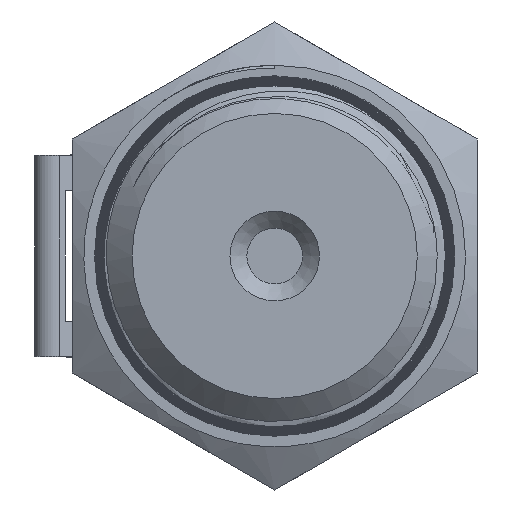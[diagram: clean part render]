
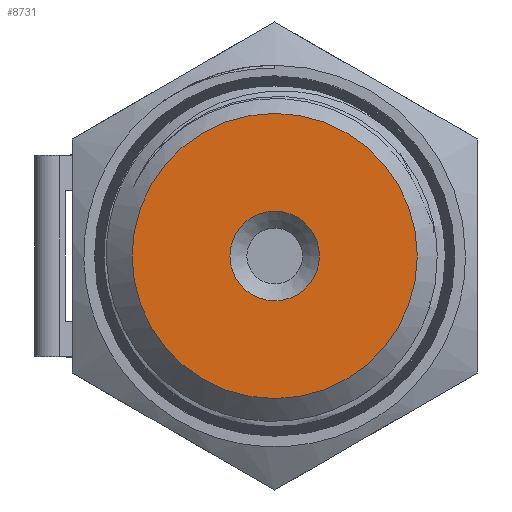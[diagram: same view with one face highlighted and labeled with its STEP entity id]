
A CAD part, left-side view. The second image highlights one B-rep face of the part: STEP entity #8731.
In plain terms, the highlighted planar face has unit normal (-1, 0, 0).
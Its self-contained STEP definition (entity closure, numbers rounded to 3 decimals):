
#155=FACE_BOUND('',#1483,.T.);
#231=PLANE('',#9174);
#957=FACE_OUTER_BOUND('',#1482,.T.);
#1482=EDGE_LOOP('',(#7527));
#1483=EDGE_LOOP('',(#7528));
#1794=CIRCLE('',#9168,8.445);
#1796=CIRCLE('',#9173,2.65);
#4176=VERTEX_POINT('',#31069);
#4178=VERTEX_POINT('',#31078);
#5336=EDGE_CURVE('',#4176,#4176,#1794,.T.);
#5340=EDGE_CURVE('',#4178,#4178,#1796,.T.);
#7527=ORIENTED_EDGE('',*,*,#5336,.F.);
#7528=ORIENTED_EDGE('',*,*,#5340,.T.);
#8731=ADVANCED_FACE('',(#957,#155),#231,.T.);
#9168=AXIS2_PLACEMENT_3D('',#31071,#10298,#10299);
#9173=AXIS2_PLACEMENT_3D('',#31080,#10310,#10311);
#9174=AXIS2_PLACEMENT_3D('',#31081,#10312,#10313);
#10298=DIRECTION('center_axis',(1.,0.,0.));
#10299=DIRECTION('ref_axis',(0.,0.,-1.));
#10310=DIRECTION('center_axis',(1.,0.,0.));
#10311=DIRECTION('ref_axis',(0.,0.,-1.));
#10312=DIRECTION('center_axis',(-1.,0.,0.));
#10313=DIRECTION('ref_axis',(0.,0.,1.));
#31069=CARTESIAN_POINT('',(0.,-8.445,0.));
#31071=CARTESIAN_POINT('Origin',(0.,0.,0.));
#31078=CARTESIAN_POINT('',(0.,-2.65,0.));
#31080=CARTESIAN_POINT('Origin',(0.,0.,0.));
#31081=CARTESIAN_POINT('Origin',(0.,8.445,0.));
